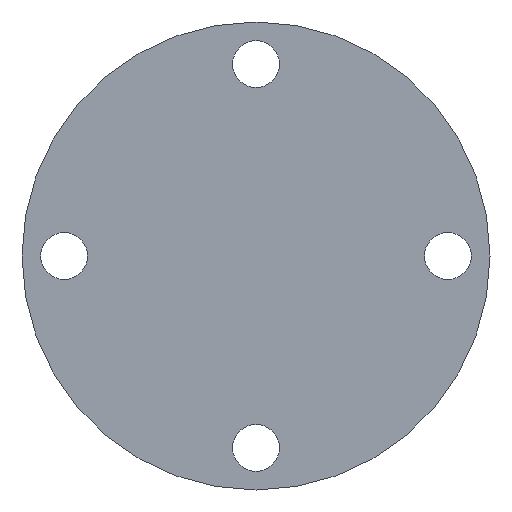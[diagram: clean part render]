
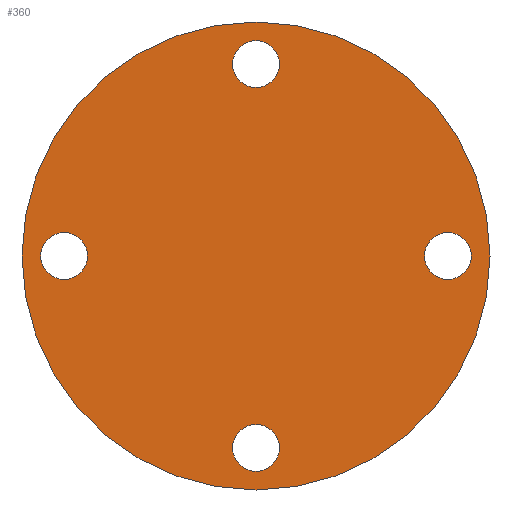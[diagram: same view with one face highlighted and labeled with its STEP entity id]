
A CAD part, front view. The second image highlights one B-rep face of the part: STEP entity #360.
In plain terms, the highlighted planar face has unit normal (0, -1, 0).
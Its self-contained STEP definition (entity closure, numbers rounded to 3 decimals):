
#1=CARTESIAN_POINT('',(0.,0.,0.));
#2=DIRECTION('',(0.,1.,0.));
#3=DIRECTION('',(1.,0.,0.));
#4=AXIS2_PLACEMENT_3D('',#1,#2,#3);
#6=CARTESIAN_POINT('',(0.,0.,0.));
#7=DIRECTION('',(0.,1.,0.));
#8=DIRECTION('',(-1.,0.,0.));
#9=AXIS2_PLACEMENT_3D('',#6,#7,#8);
#11=CARTESIAN_POINT('',(0.,0.,-20.5));
#12=DIRECTION('',(0.,-1.,0.));
#13=DIRECTION('',(1.,0.,0.));
#14=AXIS2_PLACEMENT_3D('',#11,#12,#13);
#16=CARTESIAN_POINT('',(0.,0.,-20.5));
#17=DIRECTION('',(0.,-1.,0.));
#18=DIRECTION('',(-1.,0.,0.));
#19=AXIS2_PLACEMENT_3D('',#16,#17,#18);
#21=CARTESIAN_POINT('',(20.5,0.,0.));
#22=DIRECTION('',(0.,-1.,0.));
#23=DIRECTION('',(1.,0.,0.));
#24=AXIS2_PLACEMENT_3D('',#21,#22,#23);
#26=CARTESIAN_POINT('',(20.5,0.,0.));
#27=DIRECTION('',(0.,-1.,0.));
#28=DIRECTION('',(-1.,0.,0.));
#29=AXIS2_PLACEMENT_3D('',#26,#27,#28);
#31=CARTESIAN_POINT('',(-20.5,0.,0.));
#32=DIRECTION('',(0.,-1.,0.));
#33=DIRECTION('',(1.,0.,0.));
#34=AXIS2_PLACEMENT_3D('',#31,#32,#33);
#36=CARTESIAN_POINT('',(-20.5,0.,0.));
#37=DIRECTION('',(0.,-1.,0.));
#38=DIRECTION('',(-1.,0.,0.));
#39=AXIS2_PLACEMENT_3D('',#36,#37,#38);
#41=CARTESIAN_POINT('',(0.,0.,20.5));
#42=DIRECTION('',(0.,-1.,0.));
#43=DIRECTION('',(1.,0.,0.));
#44=AXIS2_PLACEMENT_3D('',#41,#42,#43);
#46=CARTESIAN_POINT('',(0.,0.,20.5));
#47=DIRECTION('',(0.,-1.,0.));
#48=DIRECTION('',(-1.,0.,0.));
#49=AXIS2_PLACEMENT_3D('',#46,#47,#48);
#253=CARTESIAN_POINT('',(25.,0.,0.));
#254=CARTESIAN_POINT('',(-25.,0.,0.));
#255=VERTEX_POINT('',#253);
#256=VERTEX_POINT('',#254);
#257=CARTESIAN_POINT('',(2.5,0.,-20.5));
#258=CARTESIAN_POINT('',(-2.5,0.,-20.5));
#259=VERTEX_POINT('',#257);
#260=VERTEX_POINT('',#258);
#261=CARTESIAN_POINT('',(23.,0.,0.));
#262=CARTESIAN_POINT('',(18.,0.,0.));
#263=VERTEX_POINT('',#261);
#264=VERTEX_POINT('',#262);
#265=CARTESIAN_POINT('',(-18.,0.,0.));
#266=CARTESIAN_POINT('',(-23.,0.,0.));
#267=VERTEX_POINT('',#265);
#268=VERTEX_POINT('',#266);
#269=CARTESIAN_POINT('',(2.5,0.,20.5));
#270=CARTESIAN_POINT('',(-2.5,0.,20.5));
#271=VERTEX_POINT('',#269);
#272=VERTEX_POINT('',#270);
#325=CARTESIAN_POINT('',(0.,0.,0.));
#326=DIRECTION('',(0.,1.,0.));
#327=DIRECTION('',(1.,0.,0.));
#328=AXIS2_PLACEMENT_3D('',#325,#326,#327);
#329=PLANE('',#328);
#331=ORIENTED_EDGE('',*,*,#330,.T.);
#333=ORIENTED_EDGE('',*,*,#332,.T.);
#334=EDGE_LOOP('',(#331,#333));
#335=FACE_OUTER_BOUND('',#334,.F.);
#337=ORIENTED_EDGE('',*,*,#336,.T.);
#339=ORIENTED_EDGE('',*,*,#338,.T.);
#340=EDGE_LOOP('',(#337,#339));
#341=FACE_BOUND('',#340,.F.);
#343=ORIENTED_EDGE('',*,*,#342,.T.);
#345=ORIENTED_EDGE('',*,*,#344,.T.);
#346=EDGE_LOOP('',(#343,#345));
#347=FACE_BOUND('',#346,.F.);
#349=ORIENTED_EDGE('',*,*,#348,.T.);
#351=ORIENTED_EDGE('',*,*,#350,.T.);
#352=EDGE_LOOP('',(#349,#351));
#353=FACE_BOUND('',#352,.F.);
#355=ORIENTED_EDGE('',*,*,#354,.T.);
#357=ORIENTED_EDGE('',*,*,#356,.T.);
#358=EDGE_LOOP('',(#355,#357));
#359=FACE_BOUND('',#358,.F.);
#360=ADVANCED_FACE('',(#335,#341,#347,#353,#359),#329,.F.);
#5=CIRCLE('',#4,25.);
#10=CIRCLE('',#9,25.);
#15=CIRCLE('',#14,2.5);
#20=CIRCLE('',#19,2.5);
#25=CIRCLE('',#24,2.5);
#30=CIRCLE('',#29,2.5);
#35=CIRCLE('',#34,2.5);
#40=CIRCLE('',#39,2.5);
#45=CIRCLE('',#44,2.5);
#50=CIRCLE('',#49,2.5);
#330=EDGE_CURVE('',#255,#256,#5,.T.);
#332=EDGE_CURVE('',#256,#255,#10,.T.);
#336=EDGE_CURVE('',#259,#260,#15,.T.);
#338=EDGE_CURVE('',#260,#259,#20,.T.);
#342=EDGE_CURVE('',#263,#264,#25,.T.);
#344=EDGE_CURVE('',#264,#263,#30,.T.);
#348=EDGE_CURVE('',#267,#268,#35,.T.);
#350=EDGE_CURVE('',#268,#267,#40,.T.);
#354=EDGE_CURVE('',#271,#272,#45,.T.);
#356=EDGE_CURVE('',#272,#271,#50,.T.);
